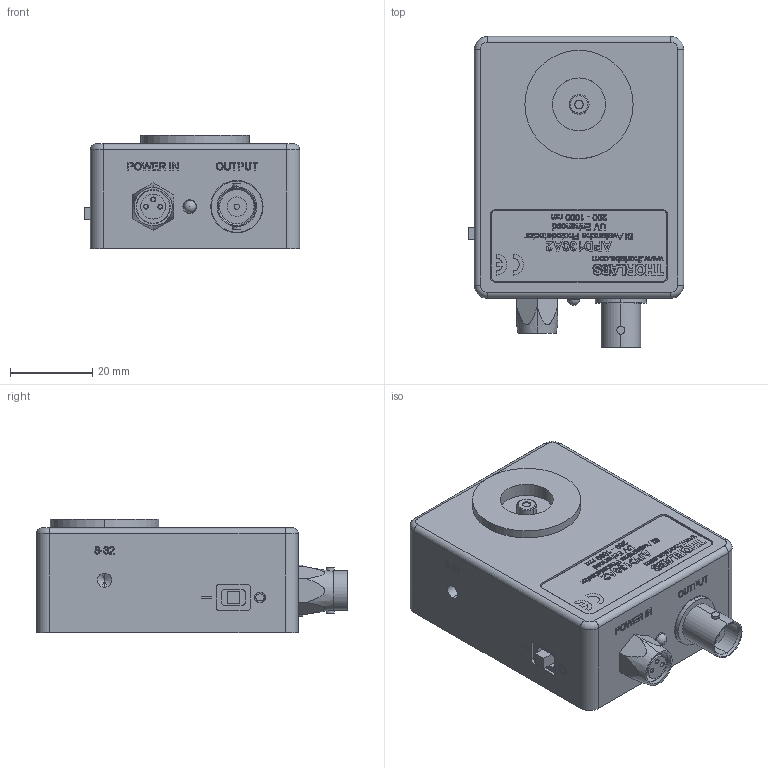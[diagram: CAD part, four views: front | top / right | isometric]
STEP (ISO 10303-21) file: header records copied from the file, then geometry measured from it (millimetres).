
FILE_DESCRIPTION (( 'STEP AP214' ), '1' );
FILE_NAME ('MTN004761-E0W.STEP', '2015-01-19T14:42:15', ( 'tempinstall' ), ( '' ), 'SwSTEP 2.0', 'SolidWorks 2014', '' );
FILE_SCHEMA (( 'AUTOMOTIVE_DESIGN' ));
Length unit declared in the file: millimetre
Products named in the file (1): MTN004761-E0W
Bounding box: 52.26 x 75.46 x 27.43 mm (x, y, z)
Volume: 36135.2 mm3; surface area: 28948.7 mm2
Topology: 65 solids, 66 shells, 2135 faces, 5456 edges, 3565 vertices
Faces by surface type: plane 1071, bspline 693, cylinder 252, cone 102, torus 16, sphere 1
Entity records: 121404 total; most frequent: CARTESIAN_POINT 49929, ORIENTED_EDGE 10846, DIRECTION 7511, EDGE_CURVE 5423, VERTEX_POINT 3563, VECTOR 3317, LINE 3317, EDGE_LOOP 2344
